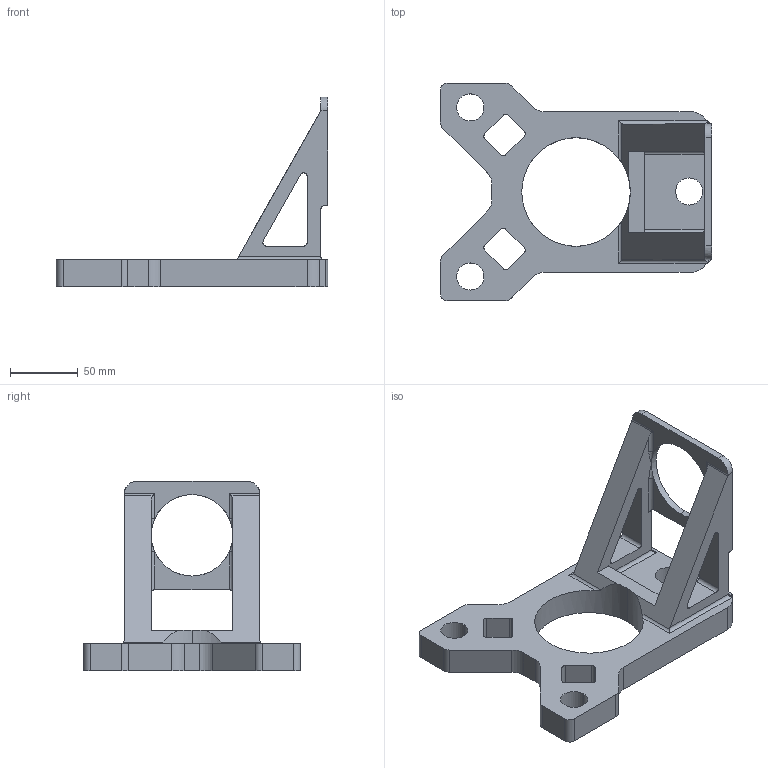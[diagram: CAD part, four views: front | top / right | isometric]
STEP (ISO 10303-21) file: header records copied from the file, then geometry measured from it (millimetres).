
FILE_DESCRIPTION (( 'STEP AP203' ), '1' );
FILE_NAME ('MountPad_Dennis.STEP', '2018-11-27T00:03:05', ( '' ), ( '' ), 'SwSTEP 2.0', 'SolidWorks 2018', '' );
FILE_SCHEMA (( 'CONFIG_CONTROL_DESIGN' ));
Length unit declared in the file: inch
Products named in the file (1): MountPad_Dennis
Bounding box: 200 x 160 x 140 mm (x, y, z)
Volume: 463615.2 mm3; surface area: 90492.9 mm2
Topology: 1 solids, 1 shells, 112 faces, 332 edges, 214 vertices
Faces by surface type: cylinder 62, plane 46, bspline 4
Entity records: 4049 total; most frequent: CARTESIAN_POINT 965, ORIENTED_EDGE 656, DIRECTION 618, EDGE_CURVE 328, VERTEX_POINT 214, AXIS2_PLACEMENT_3D 213, LINE 192, VECTOR 192
